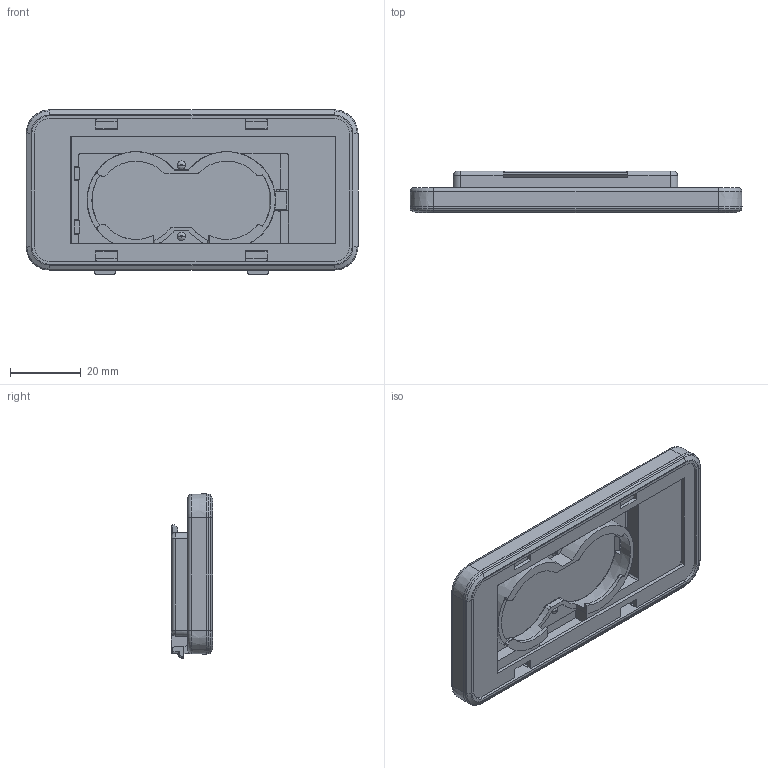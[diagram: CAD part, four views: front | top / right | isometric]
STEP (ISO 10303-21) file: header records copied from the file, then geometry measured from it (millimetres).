
FILE_DESCRIPTION((''),'2;1');
FILE_NAME('2-9_ASM','2020-10-19T08:46:02',('Administrator'),(''),'CREO PARAMETRIC BY PTC INC, 2019224','CREO PARAMETRIC BY PTC INC, 2019224','');
FILE_SCHEMA(('CONFIG_CONTROL_DESIGN','GEOMETRIC_VALIDATION_PROPERTIES_MIM'));
Length unit declared in the file: millimetre
Products named in the file (4): B-1_2; A-1_1; C-1_24_2_1; 2-9_ASM
Assembly tree (3 placements, depth 2):
  2-9_ASM
    B-1_2
    A-1_1
    C-1_24_2_1
Bounding box: 93.74 x 11.76 x 46.36 mm (x, y, z)
Volume: 13044.5 mm3; surface area: 22144.3 mm2
Topology: 3 solids, 3 shells, 585 faces, 1670 edges, 1088 vertices
Faces by surface type: plane 367, cylinder 124, torus 37, cone 32, bspline 12, sphere 12, extrusion 1
Entity records: 22924 total; most frequent: CARTESIAN_POINT 4506, ORIENTED_EDGE 3316, DIRECTION 2924, EDGE_CURVE 1658, VECTOR 1138, LINE 1137, VERTEX_POINT 1088, AXIS2_PLACEMENT_3D 893
